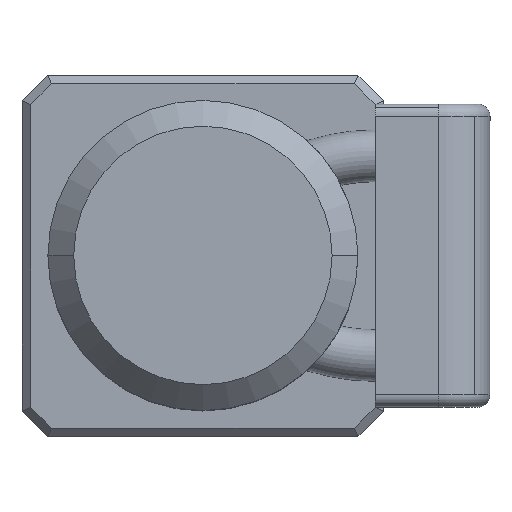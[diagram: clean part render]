
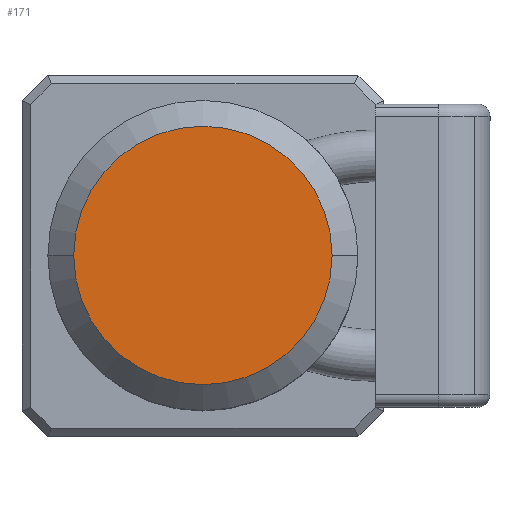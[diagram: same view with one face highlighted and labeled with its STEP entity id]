
A CAD part, top view. The second image highlights one B-rep face of the part: STEP entity #171.
In plain terms, the highlighted planar face has unit normal (0, 0, 1).
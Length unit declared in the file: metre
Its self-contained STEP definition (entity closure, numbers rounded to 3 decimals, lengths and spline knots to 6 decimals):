
#171=ADVANCED_FACE('5:6577',(#364),#365,.F.);
#364=FACE_OUTER_BOUND('',#569,.T.);
#365=PLANE('',#570);
#569=EDGE_LOOP('',(#998,#999));
#570=AXIS2_PLACEMENT_3D('',#1000,#1001,#1002);
#998=ORIENTED_EDGE('',*,*,#1200,.F.);
#999=ORIENTED_EDGE('',*,*,#1314,.F.);
#1000=CARTESIAN_POINT('',(-0.004282,0.064664,0.193));
#1001=DIRECTION('',(0.0,-0.0,-1.0));
#1002=DIRECTION('',(1.0,0.,0.0));
#1200=EDGE_CURVE('5:7011',#1425,#1421,#1427,.T.);
#1314=EDGE_CURVE('',#1421,#1425,#1586,.T.);
#1421=VERTEX_POINT('',#1805);
#1425=VERTEX_POINT('',#1810);
#1427=CIRCLE('',#1813,0.075);
#1586=CIRCLE('',#2078,0.075);
#1805=CARTESIAN_POINT('',(0.0745,-0.001,0.193));
#1810=CARTESIAN_POINT('',(-0.0755,-0.001,0.193));
#1813=AXIS2_PLACEMENT_3D('',#2244,#2245,#2246);
#2078=AXIS2_PLACEMENT_3D('',#2415,#2416,#2417);
#2244=CARTESIAN_POINT('',(-0.0005,-0.001,0.193));
#2245=DIRECTION('',(0.0,-0.0,-1.0));
#2246=DIRECTION('',(1.0,0.,0.0));
#2415=CARTESIAN_POINT('',(-0.0005,-0.001,0.193));
#2416=DIRECTION('',(0.0,-0.0,-1.0));
#2417=DIRECTION('',(1.0,0.,0.0));
